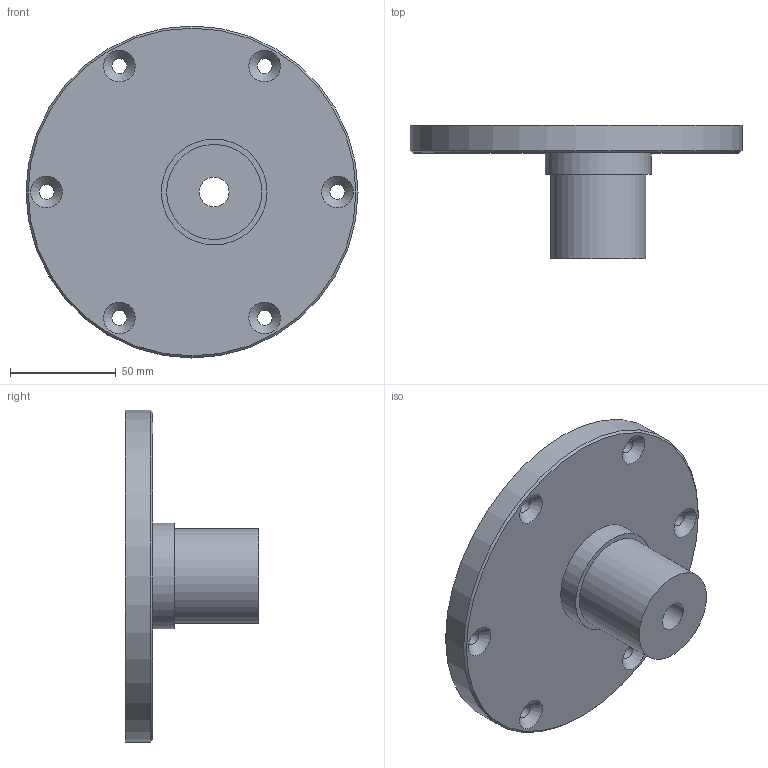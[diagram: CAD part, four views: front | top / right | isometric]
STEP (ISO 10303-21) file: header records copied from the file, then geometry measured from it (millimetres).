
FILE_DESCRIPTION(('FreeCAD Model'),'2;1');
FILE_NAME('Open CASCADE Shape Model','2022-11-21T20:28:52',(''),(''), 'Open CASCADE STEP processor 7.6','FreeCAD','Unknown');
FILE_SCHEMA(('AUTOMOTIVE_DESIGN { 1 0 10303 214 1 1 1 1 }'));
Length unit declared in the file: millimetre
Products named in the file (1): Body
Bounding box: 157 x 63 x 157 mm (x, y, z)
Volume: 315199.5 mm3; surface area: 56141.7 mm2
Topology: 1 solids, 1 shells, 25 faces, 50 edges, 31 vertices
Faces by surface type: cylinder 12, cone 7, plane 6
Full cylindrical faces by diameter (mm): 7 x6, 14 x1, 16 x1, 28 x1, 44.95 x1, 50 x1, 157 x1
Entity records: 1413 total; most frequent: CARTESIAN_POINT 315, DIRECTION 215, ORIENTED_EDGE 100, PCURVE 100, DEFINITIONAL_REPRESENTATION 100, LINE 95, VECTOR 95, AXIS2_PLACEMENT_3D 57
